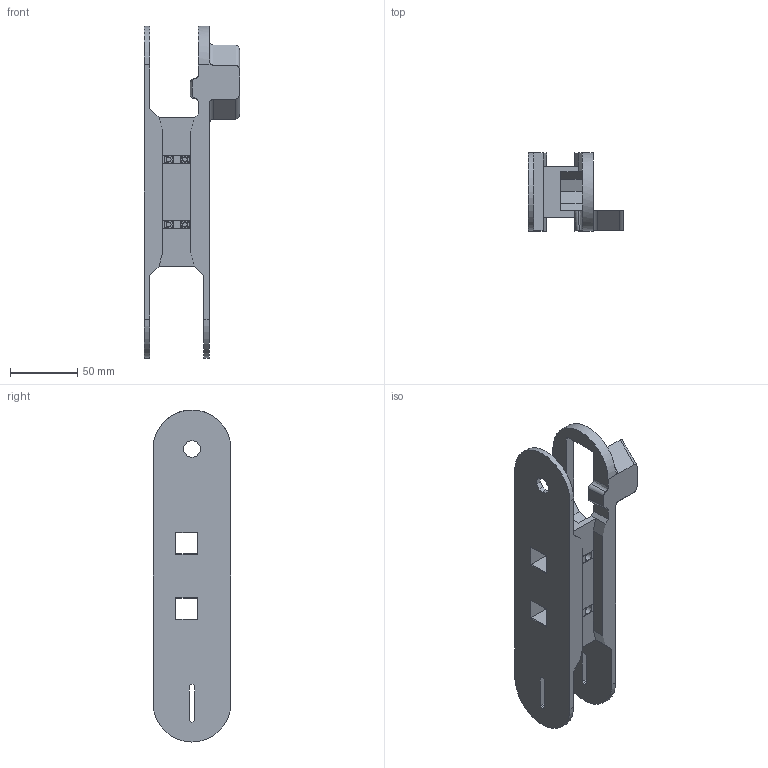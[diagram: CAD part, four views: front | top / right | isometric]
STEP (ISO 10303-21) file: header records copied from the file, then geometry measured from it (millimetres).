
FILE_DESCRIPTION(/* description */ (''),/* implementation_level */ '2;1');
FILE_NAME(/* name */ 'print_new_main_flame_suppotless.stp',/* time_stamp */ '2023-10-07T18:37:29+09:00',/* author */ ('gilte'),/* organization */ (''),/* preprocessor_version */ 'ST-DEVELOPER v18.1',/* originating_system */ 'Autodesk Inventor 2021',/* authorisation */ '');
FILE_SCHEMA (('AUTOMOTIVE_DESIGN { 1 0 10303 214 3 1 1 }'));
Length unit declared in the file: millimetre
Products named in the file (1): print_new_main_flame
Bounding box: 70.5 x 57.72 x 246.02 mm (x, y, z)
Volume: 299079.3 mm3; surface area: 70003.4 mm2
Topology: 1 solids, 1 shells, 197 faces, 567 edges, 366 vertices
Faces by surface type: plane 158, cylinder 33, cone 4, bspline 2
Full cylindrical faces by diameter (mm): 2.7 x4, 3.5 x4, 6.5 x4
Entity records: 6681 total; most frequent: CARTESIAN_POINT 1400, ORIENTED_EDGE 1126, DIRECTION 1050, EDGE_CURVE 563, LINE 438, VECTOR 438, VERTEX_POINT 366, AXIS2_PLACEMENT_3D 306
